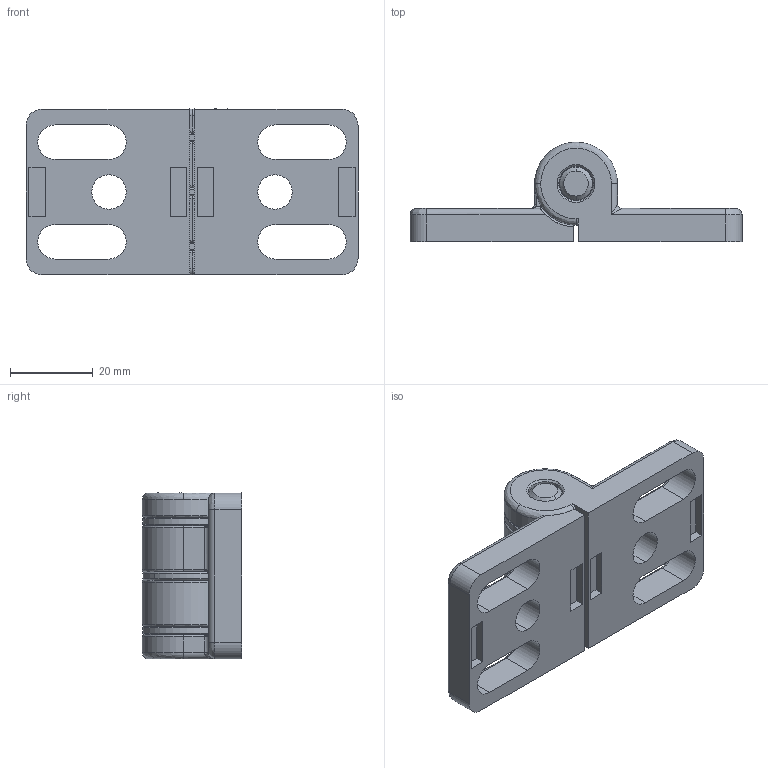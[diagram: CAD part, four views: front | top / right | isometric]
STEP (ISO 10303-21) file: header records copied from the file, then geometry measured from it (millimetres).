
FILE_DESCRIPTION (( 'STEP AP203' ), '1' );
FILE_NAME ('402601100_c_1.STEP', '2023-02-23T14:34:08', ( '' ), ( '' ), 'SwSTEP 2.0', 'SolidWorks 2014', '' );
FILE_SCHEMA (( 'CONFIG_CONTROL_DESIGN' ));
Length unit declared in the file: millimetre
Products named in the file (4): 402601100_c_1; 402601100 Metallscharnier Bolzen; 402601100 Metallscharnier Scheibe; 402601100 Metallscharnier Seite
Assembly tree (6 placements, depth 2):
  402601100_c_1
    402601100 Metallscharnier Seite  x2
    402601100 Metallscharnier Scheibe  x3
    402601100 Metallscharnier Bolzen
Bounding box: 80 x 24 x 40 mm (x, y, z)
Volume: 29129.3 mm3; surface area: 16430.8 mm2
Topology: 6 solids, 6 shells, 228 faces, 538 edges, 318 vertices
Faces by surface type: cylinder 92, plane 62, bspline 54, cone 20
Entity records: 4552 total; most frequent: CARTESIAN_POINT 1465, ORIENTED_EDGE 548, DIRECTION 547, EDGE_CURVE 274, AXIS2_PLACEMENT_3D 210, VERTEX_POINT 163, EDGE_LOOP 133, LINE 127
